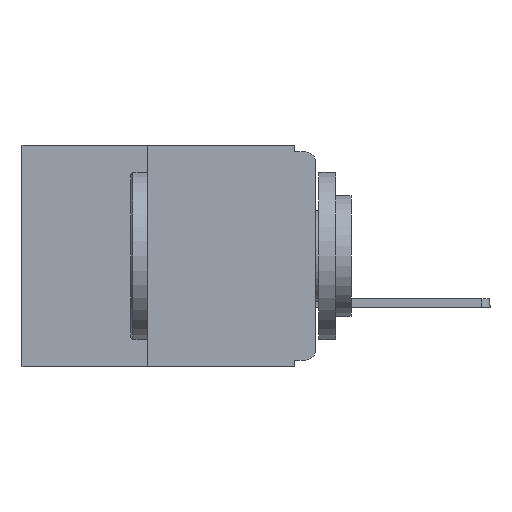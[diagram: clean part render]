
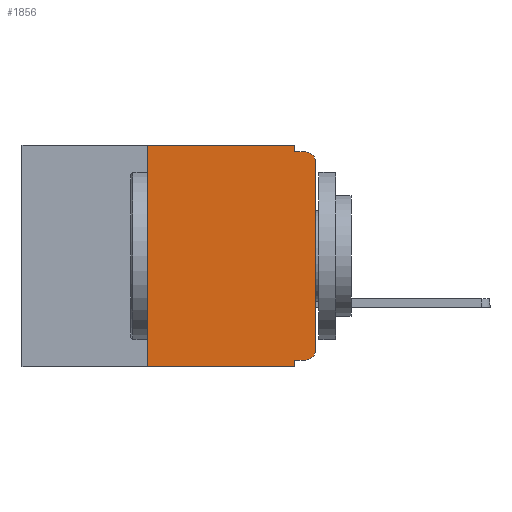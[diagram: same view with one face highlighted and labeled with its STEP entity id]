
A CAD part, left-side view. The second image highlights one B-rep face of the part: STEP entity #1856.
In plain terms, the highlighted planar face has unit normal (-1, 0, 0).
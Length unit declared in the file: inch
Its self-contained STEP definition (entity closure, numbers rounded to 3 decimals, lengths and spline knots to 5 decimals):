
#209 = ORIENTED_EDGE ( 'NONE', *, *, #19744, .F. ) ;
#840 = CARTESIAN_POINT ( 'NONE',  ( 0., 0.437, -0.33 ) ) ;
#1007 = VECTOR ( 'NONE', #3250, 39.37008 ) ;
#1269 = CARTESIAN_POINT ( 'NONE',  ( 0., 0.015, -0.32 ) ) ;
#1856 = ADVANCED_FACE ( 'NONE', ( #6524 ), #14700, .F. ) ;
#1871 = EDGE_CURVE ( 'NONE', #4205, #13902, #23886, .T. ) ;
#2615 = VECTOR ( 'NONE', #5895, 39.37008 ) ;
#3096 = LINE ( 'NONE', #26433, #15728 ) ;
#3250 = DIRECTION ( 'NONE',  ( 0., -1., 0. ) ) ;
#3317 = CARTESIAN_POINT ( 'NONE',  ( 0., 0., -0.305 ) ) ;
#3659 = CIRCLE ( 'NONE', #27553, 0.015 ) ;
#3676 = DIRECTION ( 'NONE',  ( 0., 0., -1. ) ) ;
#4193 = EDGE_CURVE ( 'NONE', #7917, #16570, #3096, .T. ) ;
#4205 = VERTEX_POINT ( 'NONE', #25931 ) ;
#4360 = CARTESIAN_POINT ( 'NONE',  ( 0., 0.437, 0. ) ) ;
#4869 = DIRECTION ( 'NONE',  ( 0., 0., 1. ) ) ;
#4896 = ORIENTED_EDGE ( 'NONE', *, *, #29086, .T. ) ;
#5408 = LINE ( 'NONE', #18478, #23561 ) ;
#5612 = LINE ( 'NONE', #14424, #17458 ) ;
#5722 = CARTESIAN_POINT ( 'NONE',  ( 0., 0.031, -0.01 ) ) ;
#5755 = VECTOR ( 'NONE', #11288, 39.37008 ) ;
#5895 = DIRECTION ( 'NONE',  ( 0., -1., 0. ) ) ;
#5956 = VECTOR ( 'NONE', #4869, 39.37008 ) ;
#6180 = CIRCLE ( 'NONE', #13525, 0.015 ) ;
#6316 = EDGE_LOOP ( 'NONE', ( #16210, #12168, #209, #13804, #26387, #9772, #4896, #28947, #18629, #17525 ) ) ;
#6524 = FACE_OUTER_BOUND ( 'NONE', #6316, .T. ) ;
#6718 = DIRECTION ( 'NONE',  ( 0., 1., 0. ) ) ;
#7042 = CARTESIAN_POINT ( 'NONE',  ( 0., 0.031, -0.33 ) ) ;
#7186 = DIRECTION ( 'NONE',  ( -1., 0., 0. ) ) ;
#7478 = EDGE_CURVE ( 'NONE', #30711, #15192, #24824, .T. ) ;
#7917 = VERTEX_POINT ( 'NONE', #23454 ) ;
#9686 = VERTEX_POINT ( 'NONE', #25854 ) ;
#9772 = ORIENTED_EDGE ( 'NONE', *, *, #7478, .F. ) ;
#9932 = VERTEX_POINT ( 'NONE', #3317 ) ;
#11288 = DIRECTION ( 'NONE',  ( 0., 0., -1. ) ) ;
#11718 = CARTESIAN_POINT ( 'NONE',  ( 0., 0.031, -0.33 ) ) ;
#11746 = CARTESIAN_POINT ( 'NONE',  ( 0., 0.015, -0.025 ) ) ;
#12119 = DIRECTION ( 'NONE',  ( 1., 0., 0. ) ) ;
#12168 = ORIENTED_EDGE ( 'NONE', *, *, #28813, .T. ) ;
#13017 = EDGE_CURVE ( 'NONE', #21633, #9932, #6180, .T. ) ;
#13525 = AXIS2_PLACEMENT_3D ( 'NONE', #21325, #7186, #23695 ) ;
#13804 = ORIENTED_EDGE ( 'NONE', *, *, #4193, .F. ) ;
#13902 = VERTEX_POINT ( 'NONE', #7042 ) ;
#14101 = DIRECTION ( 'NONE',  ( 0., 0., -1. ) ) ;
#14229 = CARTESIAN_POINT ( 'NONE',  ( 0., 0., -0.025 ) ) ;
#14312 = CARTESIAN_POINT ( 'NONE',  ( 0., 0.25, -0.33 ) ) ;
#14424 = CARTESIAN_POINT ( 'NONE',  ( 0., 0., 0. ) ) ;
#14700 = PLANE ( 'NONE',  #15434 ) ;
#14758 = CARTESIAN_POINT ( 'NONE',  ( 0., 0.437, 0. ) ) ;
#15192 = VERTEX_POINT ( 'NONE', #19342 ) ;
#15434 = AXIS2_PLACEMENT_3D ( 'NONE', #14758, #12119, #3676 ) ;
#15728 = VECTOR ( 'NONE', #26410, 39.37008 ) ;
#16210 = ORIENTED_EDGE ( 'NONE', *, *, #20762, .T. ) ;
#16570 = VERTEX_POINT ( 'NONE', #5722 ) ;
#16783 = DIRECTION ( 'NONE',  ( 0., 0., 1. ) ) ;
#17458 = VECTOR ( 'NONE', #16783, 39.37008 ) ;
#17525 = ORIENTED_EDGE ( 'NONE', *, *, #13017, .T. ) ;
#18478 = CARTESIAN_POINT ( 'NONE',  ( 0., 0., -0.32 ) ) ;
#18629 = ORIENTED_EDGE ( 'NONE', *, *, #23513, .F. ) ;
#19342 = CARTESIAN_POINT ( 'NONE',  ( 0., 0.25, 0. ) ) ;
#19744 = EDGE_CURVE ( 'NONE', #16570, #9686, #22294, .T. ) ;
#19988 = LINE ( 'NONE', #840, #1007 ) ;
#20738 = VERTEX_POINT ( 'NONE', #14229 ) ;
#20762 = EDGE_CURVE ( 'NONE', #9932, #20738, #5612, .T. ) ;
#21325 = CARTESIAN_POINT ( 'NONE',  ( 0., 0.015, -0.305 ) ) ;
#21633 = VERTEX_POINT ( 'NONE', #1269 ) ;
#22294 = LINE ( 'NONE', #29532, #2615 ) ;
#22824 = VECTOR ( 'NONE', #28086, 39.37008 ) ;
#23454 = CARTESIAN_POINT ( 'NONE',  ( 0., 0.031, 0. ) ) ;
#23513 = EDGE_CURVE ( 'NONE', #21633, #4205, #5408, .T. ) ;
#23546 = EDGE_CURVE ( 'NONE', #15192, #7917, #29812, .T. ) ;
#23561 = VECTOR ( 'NONE', #6718, 39.37008 ) ;
#23695 = DIRECTION ( 'NONE',  ( 0., 0., -1. ) ) ;
#23886 = LINE ( 'NONE', #11718, #5755 ) ;
#24369 = CARTESIAN_POINT ( 'NONE',  ( 0., 0.25, -0.33 ) ) ;
#24824 = LINE ( 'NONE', #14312, #5956 ) ;
#25854 = CARTESIAN_POINT ( 'NONE',  ( 0., 0.015, -0.01 ) ) ;
#25931 = CARTESIAN_POINT ( 'NONE',  ( 0., 0.031, -0.32 ) ) ;
#26387 = ORIENTED_EDGE ( 'NONE', *, *, #23546, .F. ) ;
#26410 = DIRECTION ( 'NONE',  ( 0., 0., -1. ) ) ;
#26433 = CARTESIAN_POINT ( 'NONE',  ( 0., 0.031, 0. ) ) ;
#27553 = AXIS2_PLACEMENT_3D ( 'NONE', #11746, #28247, #14101 ) ;
#28086 = DIRECTION ( 'NONE',  ( 0., -1., 0. ) ) ;
#28247 = DIRECTION ( 'NONE',  ( -1., 0., 0. ) ) ;
#28813 = EDGE_CURVE ( 'NONE', #20738, #9686, #3659, .T. ) ;
#28947 = ORIENTED_EDGE ( 'NONE', *, *, #1871, .F. ) ;
#29086 = EDGE_CURVE ( 'NONE', #30711, #13902, #19988, .T. ) ;
#29532 = CARTESIAN_POINT ( 'NONE',  ( 0., 0., -0.01 ) ) ;
#29812 = LINE ( 'NONE', #4360, #22824 ) ;
#30711 = VERTEX_POINT ( 'NONE', #24369 ) ;
